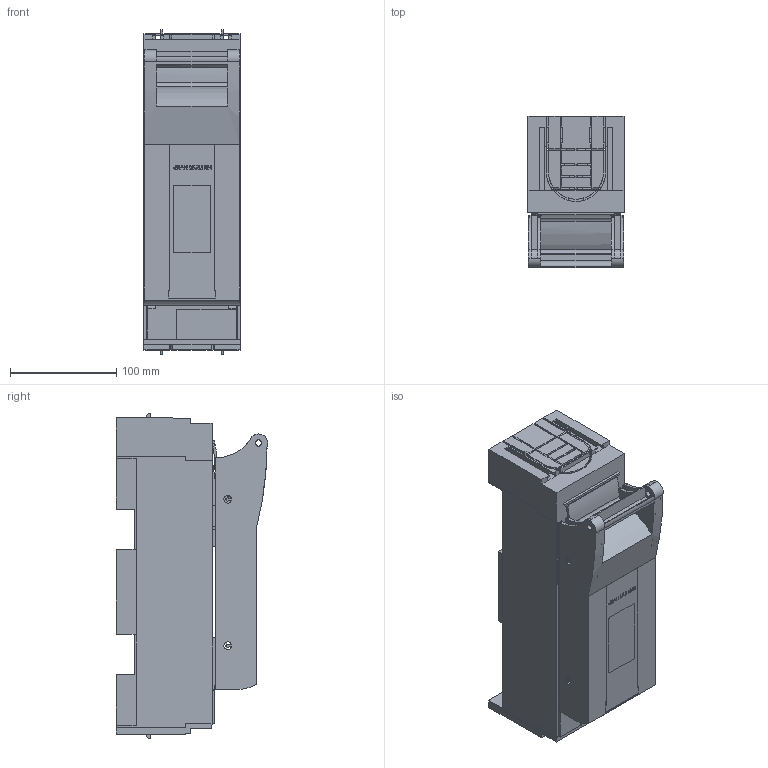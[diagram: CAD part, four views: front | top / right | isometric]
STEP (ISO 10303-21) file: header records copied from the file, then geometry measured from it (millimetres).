
FILE_DESCRIPTION(('CATIA V5 STEP'),'2;1');
FILE_NAME('T0663_NH-Sicherungslasttrennschalter-KETO-3-1_F.stp','2019-01-21T08:51:31+00:00',('none'),('Jean Müller GmbH'),'CATIA Version 5 Release 19 SP 9 (IN-10)','CATIA V5 STEP AP214','none');
FILE_SCHEMA(('AUTOMOTIVE_DESIGN { 1 0 10303 214 1 1 1 1 }'));
Length unit declared in the file: millimetre
Products named in the file (1): T0663_NH-Sicherungslasttrennschalter-KETO-3-1/F
Bounding box: 91 x 142.3 x 306 mm (x, y, z)
Volume: 1310257.2 mm3; surface area: 466055.7 mm2
Topology: 15 solids, 15 shells, 1229 faces, 3699 edges, 2489 vertices
Faces by surface type: plane 1006, cylinder 171, cone 48, extrusion 4
Entity records: 39529 total; most frequent: CARTESIAN_POINT 7997, ORIENTED_EDGE 7398, DIRECTION 5083, EDGE_CURVE 3699, VECTOR 3139, LINE 3135, VERTEX_POINT 2489, EDGE_LOOP 1344
